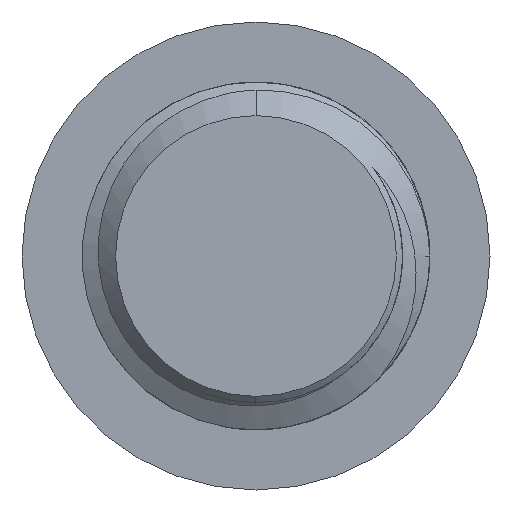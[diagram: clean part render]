
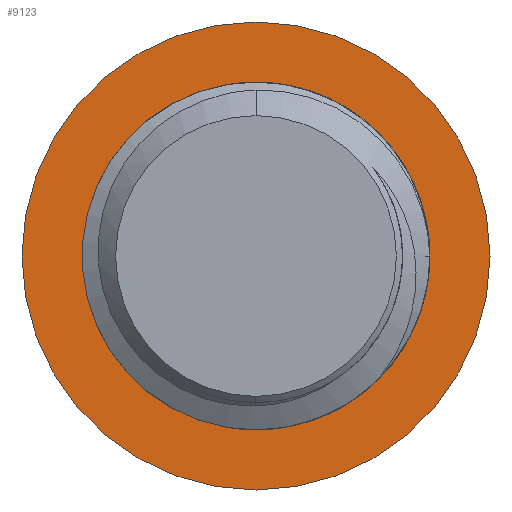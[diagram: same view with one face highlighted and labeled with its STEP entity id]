
A CAD part, front view. The second image highlights one B-rep face of the part: STEP entity #9123.
In plain terms, the highlighted planar face has unit normal (0, -1, 0).
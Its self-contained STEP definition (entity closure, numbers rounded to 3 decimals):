
#1687 = PLANE ( 'NONE',  #2054 ) ;
#1739 = CARTESIAN_POINT ( 'NONE',  ( 0., 21., 0. ) ) ;
#2054 = AXIS2_PLACEMENT_3D ( 'NONE', #5756, #23733, #27339 ) ;
#3690 = DIRECTION ( 'NONE',  ( 0., -1., 0. ) ) ;
#3994 = CARTESIAN_POINT ( 'NONE',  ( 0., 21., 0. ) ) ;
#4117 = CIRCLE ( 'NONE', #28103, 4. ) ;
#4134 = CARTESIAN_POINT ( 'NONE',  ( 0., 21., -4. ) ) ;
#5756 = CARTESIAN_POINT ( 'NONE',  ( 4., 21., 0. ) ) ;
#6018 = CIRCLE ( 'NONE', #28999, 7. ) ;
#6646 = CIRCLE ( 'NONE', #9261, 4. ) ;
#6888 = DIRECTION ( 'NONE',  ( 0., 0., -1. ) ) ;
#8264 = DIRECTION ( 'NONE',  ( 0., 0., -1. ) ) ;
#9123 = ADVANCED_FACE ( 'NONE', ( #22927, #35239 ), #1687, .T. ) ;
#9261 = AXIS2_PLACEMENT_3D ( 'NONE', #28320, #24553, #6888 ) ;
#10936 = VERTEX_POINT ( 'NONE', #21311 ) ;
#11918 = EDGE_LOOP ( 'NONE', ( #23951, #22838 ) ) ;
#13124 = ORIENTED_EDGE ( 'NONE', *, *, #15923, .F. ) ;
#14825 = EDGE_CURVE ( 'NONE', #46352, #10936, #29042, .T. ) ;
#15923 = EDGE_CURVE ( 'NONE', #27878, #22110, #6646, .T. ) ;
#19513 = DIRECTION ( 'NONE',  ( 0., -1., 0. ) ) ;
#21311 = CARTESIAN_POINT ( 'NONE',  ( 0., 21., 7. ) ) ;
#22110 = VERTEX_POINT ( 'NONE', #31375 ) ;
#22838 = ORIENTED_EDGE ( 'NONE', *, *, #45733, .T. ) ;
#22927 = FACE_OUTER_BOUND ( 'NONE', #11918, .T. ) ;
#23733 = DIRECTION ( 'NONE',  ( 0., -1., 0. ) ) ;
#23951 = ORIENTED_EDGE ( 'NONE', *, *, #14825, .T. ) ;
#24553 = DIRECTION ( 'NONE',  ( 0., -1., 0. ) ) ;
#25017 = EDGE_CURVE ( 'NONE', #22110, #27878, #4117, .T. ) ;
#27339 = DIRECTION ( 'NONE',  ( 0., 0., -1. ) ) ;
#27878 = VERTEX_POINT ( 'NONE', #4134 ) ;
#28103 = AXIS2_PLACEMENT_3D ( 'NONE', #1739, #41478, #30536 ) ;
#28320 = CARTESIAN_POINT ( 'NONE',  ( 0., 21., 0. ) ) ;
#28999 = AXIS2_PLACEMENT_3D ( 'NONE', #3994, #3690, #32193 ) ;
#29042 = CIRCLE ( 'NONE', #44618, 7. ) ;
#30536 = DIRECTION ( 'NONE',  ( 0., 0., -1. ) ) ;
#30843 = EDGE_LOOP ( 'NONE', ( #13124, #39603 ) ) ;
#31375 = CARTESIAN_POINT ( 'NONE',  ( 0., 21., 4. ) ) ;
#32193 = DIRECTION ( 'NONE',  ( 0., 0., -1. ) ) ;
#34594 = CARTESIAN_POINT ( 'NONE',  ( 0., 21., -7. ) ) ;
#35239 = FACE_BOUND ( 'NONE', #30843, .T. ) ;
#39603 = ORIENTED_EDGE ( 'NONE', *, *, #25017, .F. ) ;
#40949 = CARTESIAN_POINT ( 'NONE',  ( 0., 21., 0. ) ) ;
#41478 = DIRECTION ( 'NONE',  ( 0., -1., 0. ) ) ;
#44618 = AXIS2_PLACEMENT_3D ( 'NONE', #40949, #19513, #8264 ) ;
#45733 = EDGE_CURVE ( 'NONE', #10936, #46352, #6018, .T. ) ;
#46352 = VERTEX_POINT ( 'NONE', #34594 ) ;
